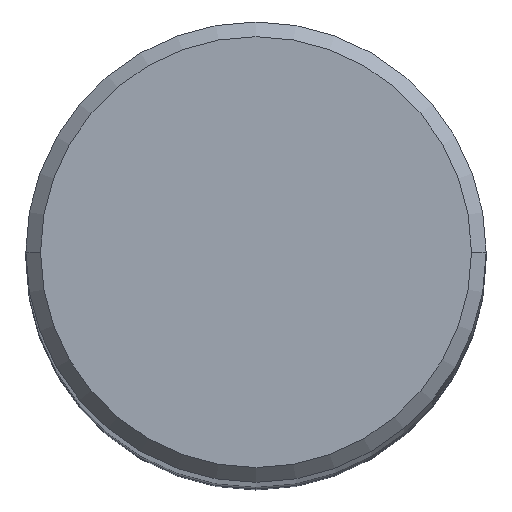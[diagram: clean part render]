
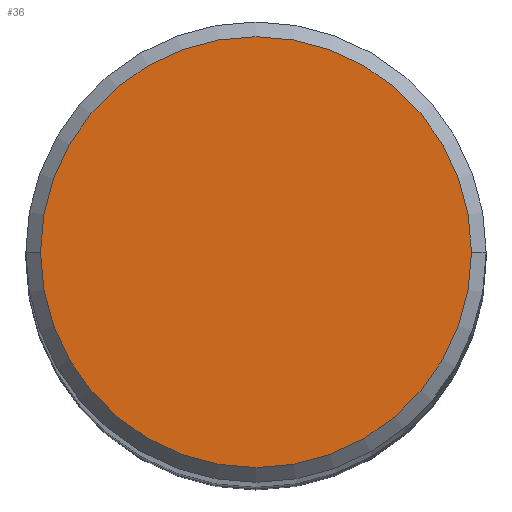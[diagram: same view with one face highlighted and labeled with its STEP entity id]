
A CAD part, top view. The second image highlights one B-rep face of the part: STEP entity #36.
In plain terms, the highlighted planar face has unit normal (0, 0, 1).
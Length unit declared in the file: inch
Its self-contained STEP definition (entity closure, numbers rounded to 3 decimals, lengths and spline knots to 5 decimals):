
#6 = DIRECTION ( 'NONE',  ( 0., 0., 1. ) ) ;
#35 = DIRECTION ( 'NONE',  ( 0., 0., -1. ) ) ;
#36 = ADVANCED_FACE ( 'NONE', ( #255 ), #424, .F. ) ;
#44 = ORIENTED_EDGE ( 'NONE', *, *, #534, .T. ) ;
#49 = CARTESIAN_POINT ( 'NONE',  ( 0.2925, 0., 0. ) ) ;
#108 = ORIENTED_EDGE ( 'NONE', *, *, #458, .T. ) ;
#137 = DIRECTION ( 'NONE',  ( 1., 0., 0. ) ) ;
#153 = EDGE_LOOP ( 'NONE', ( #44, #108 ) ) ;
#159 = DIRECTION ( 'NONE',  ( -1., 0., 0. ) ) ;
#206 = CARTESIAN_POINT ( 'NONE',  ( 0., 0.2925, 0. ) ) ;
#214 = CARTESIAN_POINT ( 'NONE',  ( 0., 0., 0. ) ) ;
#233 = CARTESIAN_POINT ( 'NONE',  ( 0., 0., 0. ) ) ;
#237 = AXIS2_PLACEMENT_3D ( 'NONE', #233, #6, #137 ) ;
#255 = FACE_OUTER_BOUND ( 'NONE', #153, .T. ) ;
#273 = DIRECTION ( 'NONE',  ( 1., 0., 0. ) ) ;
#299 = AXIS2_PLACEMENT_3D ( 'NONE', #214, #482, #273 ) ;
#373 = CARTESIAN_POINT ( 'NONE',  ( -0.2925, 0., 0. ) ) ;
#390 = VERTEX_POINT ( 'NONE', #373 ) ;
#400 = AXIS2_PLACEMENT_3D ( 'NONE', #206, #35, #159 ) ;
#424 = PLANE ( 'NONE',  #400 ) ;
#441 = CIRCLE ( 'NONE', #299, 0.2925 ) ;
#458 = EDGE_CURVE ( 'NONE', #518, #390, #463, .T. ) ;
#463 = CIRCLE ( 'NONE', #237, 0.2925 ) ;
#482 = DIRECTION ( 'NONE',  ( 0., 0., 1. ) ) ;
#518 = VERTEX_POINT ( 'NONE', #49 ) ;
#534 = EDGE_CURVE ( 'NONE', #390, #518, #441, .T. ) ;
